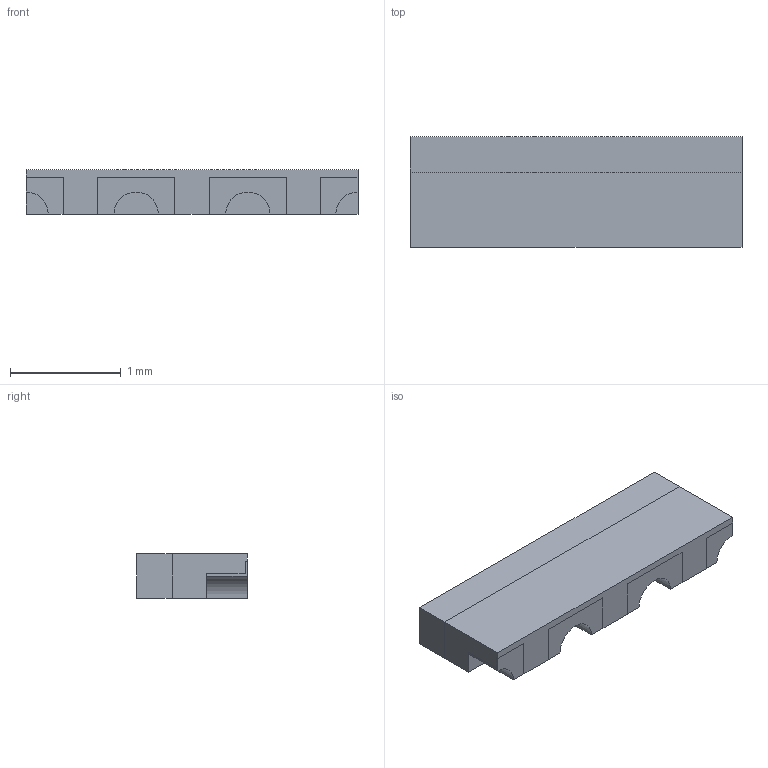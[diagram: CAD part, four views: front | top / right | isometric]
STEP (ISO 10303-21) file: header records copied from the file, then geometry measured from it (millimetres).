
FILE_DESCRIPTION(('HOOPS Exchange Step'),'2;1');
FILE_NAME('temp_export','2021-03-22T19:43:15+17:00',('mobile'),('Shapr3D Limited'),'HOOPS Exchange 2020.2','Shapr3D','Authorized');
FILE_SCHEMA( ('AP203_CONFIGURATION_CONTROLLED_3D_DESIGN_OF_MECHANICAL_PARTS_AND_ASSEMBLIES_MIM_LF') );
Length unit declared in the file: millimetre
Products named in the file (7): 0; 1AF7DBB6-9D23-4D1E-970C-D67CDA509092.tmp
Assembly tree (6 placements, depth 4):
  1AF7DBB6-9D23-4D1E-970C-D67CDA509092.tmp
    0
      0
        0
        0
        0
        0
Bounding box: 3 x 1 x 0.4 mm (x, y, z)
Volume: 1.2 mm3; surface area: 15 mm2
Topology: 9 solids, 9 shells, 90 faces, 216 edges, 144 vertices
Faces by surface type: plane 78, cylinder 12
Entity records: 2822 total; most frequent: CARTESIAN_POINT 463, DIRECTION 446, ORIENTED_EDGE 432, EDGE_CURVE 216, VECTOR 192, LINE 192, VERTEX_POINT 144, AXIS2_PLACEMENT_3D 127
